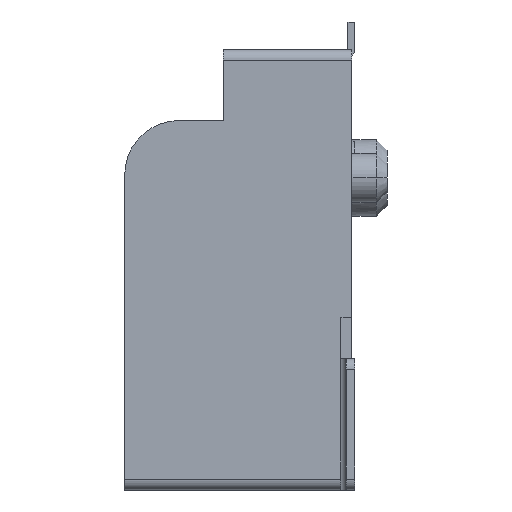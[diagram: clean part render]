
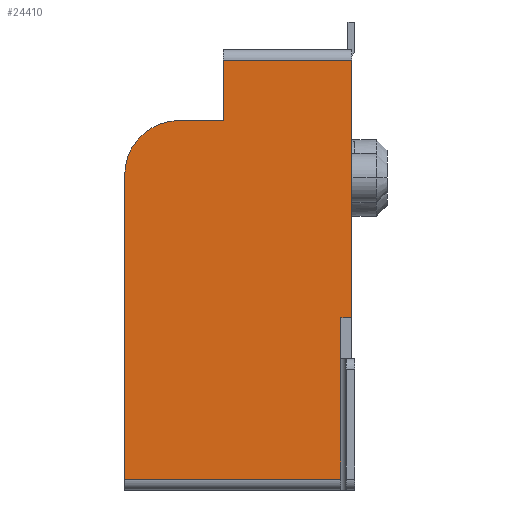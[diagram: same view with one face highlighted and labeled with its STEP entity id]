
A CAD part, left-side view. The second image highlights one B-rep face of the part: STEP entity #24410.
In plain terms, the highlighted planar face has unit normal (-1, 0, 0).
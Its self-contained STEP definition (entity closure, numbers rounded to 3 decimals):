
#20=DIRECTION('',(0.,1.,0.));
#21=VECTOR('',#20,0.2);
#22=CARTESIAN_POINT('',(-11.,0.05,-0.8));
#23=LINE('',#22,#21);
#24=CARTESIAN_POINT('',(-11.,3.2,1.8));
#25=DIRECTION('',(1.,0.,0.));
#26=DIRECTION('',(0.,1.,0.));
#27=AXIS2_PLACEMENT_3D('',#24,#25,#26);
#56=DIRECTION('',(0.,0.,1.));
#57=VECTOR('',#56,4.7);
#58=CARTESIAN_POINT('',(-11.,0.05,-0.8));
#59=LINE('',#58,#57);
#262=DIRECTION('',(0.,1.,0.));
#263=VECTOR('',#262,2.35);
#264=CARTESIAN_POINT('',(-11.,0.05,3.9));
#265=LINE('',#264,#263);
#279=DIRECTION('',(0.,0.,-1.));
#280=VECTOR('',#279,1.1);
#281=CARTESIAN_POINT('',(-11.,2.4,3.9));
#282=LINE('',#281,#280);
#587=DIRECTION('',(0.,1.,0.));
#588=VECTOR('',#587,0.8);
#589=CARTESIAN_POINT('',(-11.,2.4,2.8));
#590=LINE('',#589,#588);
#872=DIRECTION('',(0.,0.,-1.));
#873=VECTOR('',#872,5.55);
#874=CARTESIAN_POINT('',(-11.,4.2,1.8));
#875=LINE('',#874,#873);
#950=DIRECTION('',(0.,-1.,0.));
#951=VECTOR('',#950,3.95);
#952=CARTESIAN_POINT('',(-11.,4.2,-3.75));
#953=LINE('',#952,#951);
#1107=DIRECTION('',(0.,0.,1.));
#1108=VECTOR('',#1107,2.95);
#1109=CARTESIAN_POINT('',(-11.,0.25,-3.75));
#1110=LINE('',#1109,#1108);
#18563=CARTESIAN_POINT('',(-11.,0.25,-3.75));
#18564=CARTESIAN_POINT('',(-11.,0.25,-0.8));
#18565=VERTEX_POINT('',#18563);
#18566=VERTEX_POINT('',#18564);
#18567=CARTESIAN_POINT('',(-11.,4.2,-3.75));
#18568=VERTEX_POINT('',#18567);
#18569=CARTESIAN_POINT('',(-11.,4.2,1.8));
#18570=VERTEX_POINT('',#18569);
#18571=CARTESIAN_POINT('',(-11.,3.2,2.8));
#18572=VERTEX_POINT('',#18571);
#18573=CARTESIAN_POINT('',(-11.,2.4,2.8));
#18574=VERTEX_POINT('',#18573);
#18575=CARTESIAN_POINT('',(-11.,2.4,3.9));
#18576=VERTEX_POINT('',#18575);
#18577=CARTESIAN_POINT('',(-11.,0.05,-0.8));
#18578=VERTEX_POINT('',#18577);
#24331=CARTESIAN_POINT('',(-11.,0.05,3.9));
#24333=VERTEX_POINT('',#24331);
#24385=CARTESIAN_POINT('',(-11.,2.1,0.075));
#24386=DIRECTION('',(1.,0.,0.));
#24387=DIRECTION('',(0.,0.,-1.));
#24388=AXIS2_PLACEMENT_3D('',#24385,#24386,#24387);
#24389=PLANE('',#24388);
#24391=ORIENTED_EDGE('',*,*,#24390,.F.);
#24393=ORIENTED_EDGE('',*,*,#24392,.T.);
#24395=ORIENTED_EDGE('',*,*,#24394,.F.);
#24397=ORIENTED_EDGE('',*,*,#24396,.F.);
#24399=ORIENTED_EDGE('',*,*,#24398,.F.);
#24401=ORIENTED_EDGE('',*,*,#24400,.T.);
#24403=ORIENTED_EDGE('',*,*,#24402,.F.);
#24405=ORIENTED_EDGE('',*,*,#24404,.F.);
#24407=ORIENTED_EDGE('',*,*,#24406,.F.);
#24408=EDGE_LOOP('',(#24391,#24393,#24395,#24397,#24399,#24401,#24403,#24405,
#24407));
#24409=FACE_OUTER_BOUND('',#24408,.F.);
#28=CIRCLE('',#27,1.);
#24390=EDGE_CURVE('',#18578,#24333,#59,.T.);
#24392=EDGE_CURVE('',#18578,#18566,#23,.T.);
#24394=EDGE_CURVE('',#18565,#18566,#1110,.T.);
#24396=EDGE_CURVE('',#18568,#18565,#953,.T.);
#24398=EDGE_CURVE('',#18570,#18568,#875,.T.);
#24400=EDGE_CURVE('',#18570,#18572,#28,.T.);
#24402=EDGE_CURVE('',#18574,#18572,#590,.T.);
#24404=EDGE_CURVE('',#18576,#18574,#282,.T.);
#24406=EDGE_CURVE('',#24333,#18576,#265,.T.);
#24410=ADVANCED_FACE('',(#24409),#24389,.F.);
